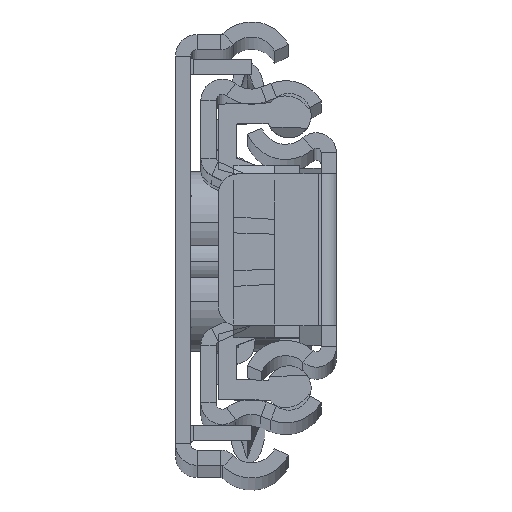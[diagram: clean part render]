
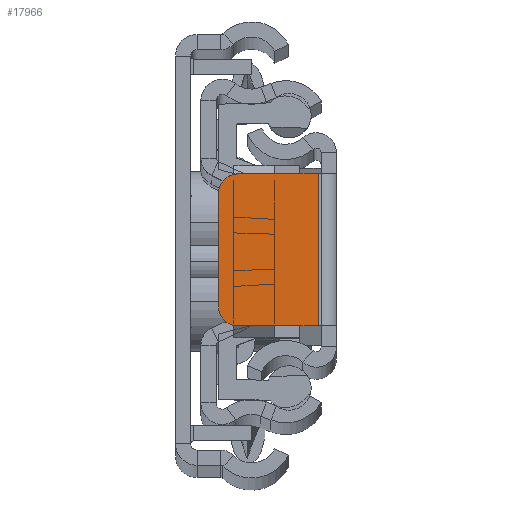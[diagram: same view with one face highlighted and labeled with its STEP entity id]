
A CAD part, top view. The second image highlights one B-rep face of the part: STEP entity #17966.
In plain terms, the highlighted planar face has unit normal (0, 0, 1).
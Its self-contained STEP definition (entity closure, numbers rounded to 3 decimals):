
#720 = AXIS2_PLACEMENT_3D ( 'NONE', #12713, #9377, #4148 ) ;
#816 = FACE_OUTER_BOUND ( 'NONE', #11656, .T. ) ;
#819 = EDGE_CURVE ( 'NONE', #11643, #18035, #5678, .T. ) ;
#1698 = ORIENTED_EDGE ( 'NONE', *, *, #2089, .F. ) ;
#2089 = EDGE_CURVE ( 'NONE', #7163, #4818, #7265, .T. ) ;
#2495 = CARTESIAN_POINT ( 'NONE',  ( 0., -6., 0. ) ) ;
#3469 = CARTESIAN_POINT ( 'NONE',  ( -1.45, 6., 0. ) ) ;
#3590 = CIRCLE ( 'NONE', #11098, 1.5 ) ;
#3604 = CARTESIAN_POINT ( 'NONE',  ( -1.45, -6., 0. ) ) ;
#3613 = EDGE_CURVE ( 'NONE', #18035, #7048, #14707, .T. ) ;
#4148 = DIRECTION ( 'NONE',  ( -1., 0., 0. ) ) ;
#4202 = ORIENTED_EDGE ( 'NONE', *, *, #3613, .T. ) ;
#4338 = ORIENTED_EDGE ( 'NONE', *, *, #9838, .T. ) ;
#4818 = VERTEX_POINT ( 'NONE', #3604 ) ;
#5652 = CARTESIAN_POINT ( 'NONE',  ( 0., 6., 0. ) ) ;
#5678 = LINE ( 'NONE', #13911, #19477 ) ;
#5856 = VERTEX_POINT ( 'NONE', #16398 ) ;
#6229 = DIRECTION ( 'NONE',  ( -1., 0., 0. ) ) ;
#7048 = VERTEX_POINT ( 'NONE', #16388 ) ;
#7163 = VERTEX_POINT ( 'NONE', #3469 ) ;
#7265 = LINE ( 'NONE', #17756, #19485 ) ;
#8395 = DIRECTION ( 'NONE',  ( 0., -1., 0. ) ) ;
#8631 = VECTOR ( 'NONE', #17899, 1000. ) ;
#9096 = DIRECTION ( 'NONE',  ( -1., 0., 0. ) ) ;
#9377 = DIRECTION ( 'NONE',  ( 0., 0., -1. ) ) ;
#9396 = LINE ( 'NONE', #2495, #8631 ) ;
#9838 = EDGE_CURVE ( 'NONE', #5856, #11643, #3590, .T. ) ;
#10703 = DIRECTION ( 'NONE',  ( 0., -1., 0. ) ) ;
#11098 = AXIS2_PLACEMENT_3D ( 'NONE', #14879, #19940, #11532 ) ;
#11151 = ORIENTED_EDGE ( 'NONE', *, *, #819, .T. ) ;
#11532 = DIRECTION ( 'NONE',  ( -1., 0., 0. ) ) ;
#11643 = VERTEX_POINT ( 'NONE', #17978 ) ;
#11656 = EDGE_LOOP ( 'NONE', ( #11151, #4202, #18337, #1698, #16355, #4338 ) ) ;
#11933 = CARTESIAN_POINT ( 'NONE',  ( -9.3, -4.5, 0. ) ) ;
#12634 = VECTOR ( 'NONE', #9096, 1000. ) ;
#12713 = CARTESIAN_POINT ( 'NONE',  ( 0., 0., 0. ) ) ;
#13911 = CARTESIAN_POINT ( 'NONE',  ( -9.3, 0., 0. ) ) ;
#14707 = CIRCLE ( 'NONE', #17586, 1.5 ) ;
#14804 = CARTESIAN_POINT ( 'NONE',  ( -7.8, -4.5, 0. ) ) ;
#14879 = CARTESIAN_POINT ( 'NONE',  ( -7.8, 4.5, 0. ) ) ;
#16013 = EDGE_CURVE ( 'NONE', #7163, #5856, #20974, .T. ) ;
#16355 = ORIENTED_EDGE ( 'NONE', *, *, #16013, .T. ) ;
#16388 = CARTESIAN_POINT ( 'NONE',  ( -7.8, -6., 0. ) ) ;
#16398 = CARTESIAN_POINT ( 'NONE',  ( -7.8, 6., 0. ) ) ;
#17586 = AXIS2_PLACEMENT_3D ( 'NONE', #14804, #18182, #6229 ) ;
#17756 = CARTESIAN_POINT ( 'NONE',  ( -1.45, -6., 0. ) ) ;
#17899 = DIRECTION ( 'NONE',  ( 1., 0., 0. ) ) ;
#17966 = ADVANCED_FACE ( 'NONE', ( #816 ), #21257, .F. ) ;
#17978 = CARTESIAN_POINT ( 'NONE',  ( -9.3, 4.5, 0. ) ) ;
#18035 = VERTEX_POINT ( 'NONE', #11933 ) ;
#18182 = DIRECTION ( 'NONE',  ( 0., 0., 1. ) ) ;
#18337 = ORIENTED_EDGE ( 'NONE', *, *, #21882, .T. ) ;
#19477 = VECTOR ( 'NONE', #8395, 1000. ) ;
#19485 = VECTOR ( 'NONE', #10703, 1000. ) ;
#19940 = DIRECTION ( 'NONE',  ( 0., 0., 1. ) ) ;
#20974 = LINE ( 'NONE', #5652, #12634 ) ;
#21257 = PLANE ( 'NONE',  #720 ) ;
#21882 = EDGE_CURVE ( 'NONE', #7048, #4818, #9396, .T. ) ;
